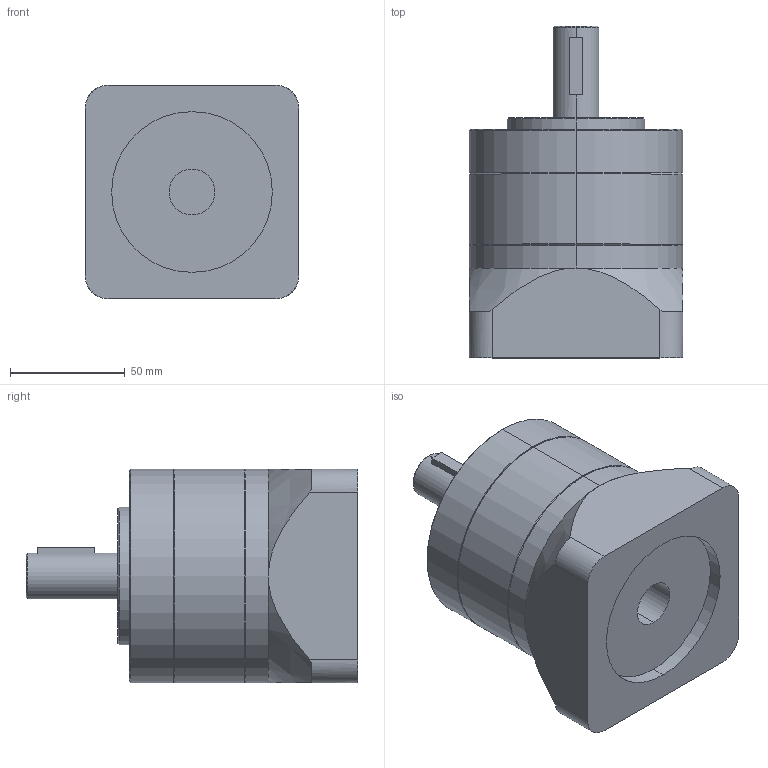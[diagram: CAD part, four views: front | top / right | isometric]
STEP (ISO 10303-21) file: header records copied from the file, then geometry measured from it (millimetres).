
FILE_DESCRIPTION (( 'STEP AP214' ), '1' );
FILE_NAME ('N93.STEP', '2019-10-04T02:39:07', ( '' ), ( '' ), 'SwSTEP 2.0', 'SolidWorks 2018', '' );
FILE_SCHEMA (( 'AUTOMOTIVE_DESIGN' ));
Length unit declared in the file: millimetre
Products named in the file (1): N93
Bounding box: 93 x 144.5 x 93 mm (x, y, z)
Volume: 721470.4 mm3; surface area: 82250.8 mm2
Topology: 3 solids, 3 shells, 75 faces, 169 edges, 99 vertices
Faces by surface type: cylinder 28, cone 24, plane 23
Entity records: 2311 total; most frequent: CARTESIAN_POINT 494, DIRECTION 371, ORIENTED_EDGE 318, EDGE_CURVE 159, AXIS2_PLACEMENT_3D 152, VERTEX_POINT 99, EDGE_LOOP 84, CIRCLE 76
